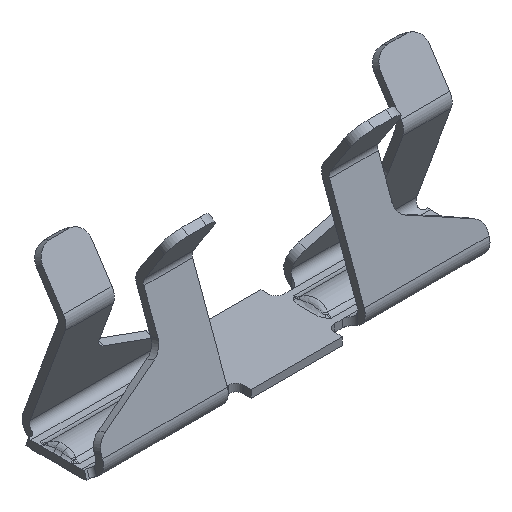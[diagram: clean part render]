
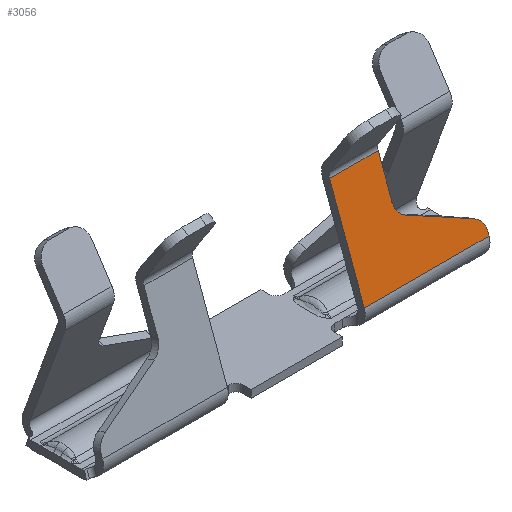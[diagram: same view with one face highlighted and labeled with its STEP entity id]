
A CAD part, isometric view. The second image highlights one B-rep face of the part: STEP entity #3056.
In plain terms, the highlighted planar face has unit normal (0, -0.939, 0.345).
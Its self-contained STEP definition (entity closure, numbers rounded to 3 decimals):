
#222=FACE_OUTER_BOUND($,#406,.T.);
#406=EDGE_LOOP($,(#2372,#2373,#2374,#2375,#2376,#2377,#2378,#2379));
#595=CIRCLE($,#3303,0.2);
#596=CIRCLE($,#3305,0.2);
#760=LINE($,#5302,#966);
#769=LINE($,#5912,#975);
#780=LINE($,#5997,#986);
#782=LINE($,#6005,#988);
#783=LINE($,#6007,#989);
#784=LINE($,#6008,#990);
#966=VECTOR($,#3719,0.047);
#975=VECTOR($,#3792,1.64);
#986=VECTOR($,#3821,0.871);
#988=VECTOR($,#3831,0.532);
#989=VECTOR($,#3832,0.64);
#990=VECTOR($,#3833,1.327);
#1325=VERTEX_POINT($,#5299);
#1326=VERTEX_POINT($,#5301);
#1346=VERTEX_POINT($,#5911);
#1358=VERTEX_POINT($,#5994);
#1359=VERTEX_POINT($,#5996);
#1360=VERTEX_POINT($,#6002);
#1361=VERTEX_POINT($,#6004);
#1362=VERTEX_POINT($,#6006);
#1665=EDGE_CURVE($,#1325,#1326,#760,.T.);
#1705=EDGE_CURVE($,#1346,#1326,#769,.T.);
#1724=EDGE_CURVE($,#1358,#1359,#780,.T.);
#1726=EDGE_CURVE($,#1325,#1359,#595,.T.);
#1727=EDGE_CURVE($,#1358,#1360,#596,.T.);
#1728=EDGE_CURVE($,#1361,#1360,#782,.T.);
#1729=EDGE_CURVE($,#1362,#1361,#783,.T.);
#1730=EDGE_CURVE($,#1362,#1346,#784,.T.);
#2372=ORIENTED_EDGE($,*,*,#1724,.F.);
#2373=ORIENTED_EDGE($,*,*,#1727,.T.);
#2374=ORIENTED_EDGE($,*,*,#1728,.F.);
#2375=ORIENTED_EDGE($,*,*,#1729,.F.);
#2376=ORIENTED_EDGE($,*,*,#1730,.T.);
#2377=ORIENTED_EDGE($,*,*,#1705,.T.);
#2378=ORIENTED_EDGE($,*,*,#1665,.F.);
#2379=ORIENTED_EDGE($,*,*,#1726,.T.);
#2952=PLANE($,#3304);
#3056=ADVANCED_FACE($,(#222),#2952,.T.);
#3303=AXIS2_PLACEMENT_3D($,#6000,#3825,#3826);
#3304=AXIS2_PLACEMENT_3D($,#6001,#3827,#3828);
#3305=AXIS2_PLACEMENT_3D($,#6003,#3829,#3830);
#3719=DIRECTION($,(0.,-0.345,-0.939));
#3792=DIRECTION($,(1.,0.,0.));
#3821=DIRECTION($,(0.894,-0.154,-0.42));
#3825=DIRECTION('center_axis',(0.,-0.939,0.345));
#3826=DIRECTION('ref_axis',(1.,0.,0.));
#3827=DIRECTION('center_axis',(0.,-0.939,0.345));
#3828=DIRECTION('ref_axis',(0.,-0.345,-0.939));
#3829=DIRECTION('center_axis',(0.,0.939,-0.345));
#3830=DIRECTION('ref_axis',(-0.447,-0.308,-0.84));
#3831=DIRECTION($,(0.,-0.345,-0.939));
#3832=DIRECTION($,(1.,0.,0.));
#3833=DIRECTION($,(0.,-0.345,-0.939));
#5299=CARTESIAN_POINT('',(2.54,-0.507,0.315));
#5301=CARTESIAN_POINT('',(2.54,-0.524,0.27));
#5302=CARTESIAN_POINT($,(2.54,-0.507,0.315));
#5911=CARTESIAN_POINT('',(0.9,-0.524,0.27));
#5912=CARTESIAN_POINT($,(0.9,-0.524,0.27));
#5994=CARTESIAN_POINT('',(1.651,-0.311,0.848));
#5996=CARTESIAN_POINT('',(2.429,-0.446,0.483));
#5997=CARTESIAN_POINT($,(1.651,-0.311,0.848));
#6000=CARTESIAN_POINT('Origin',(2.34,-0.507,0.315));
#6001=CARTESIAN_POINT('Origin',(0.9,-0.066,1.516));
#6002=CARTESIAN_POINT('',(1.54,-0.25,1.016));
#6003=CARTESIAN_POINT('Origin',(1.74,-0.25,1.016));
#6004=CARTESIAN_POINT('',(1.54,-0.066,1.516));
#6005=CARTESIAN_POINT($,(1.54,-0.066,1.516));
#6006=CARTESIAN_POINT('',(0.9,-0.066,1.516));
#6007=CARTESIAN_POINT($,(0.9,-0.066,1.516));
#6008=CARTESIAN_POINT($,(0.9,-0.066,1.516));
